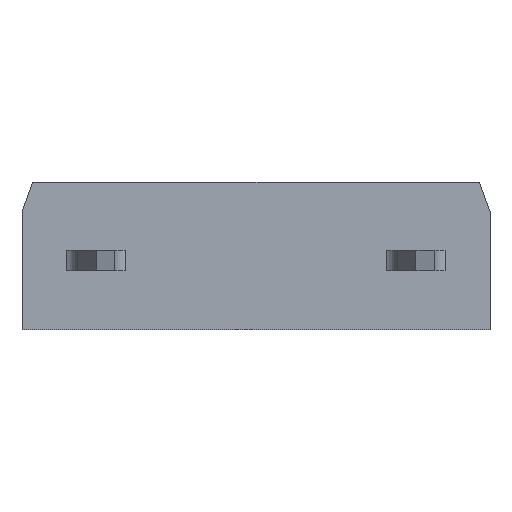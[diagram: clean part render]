
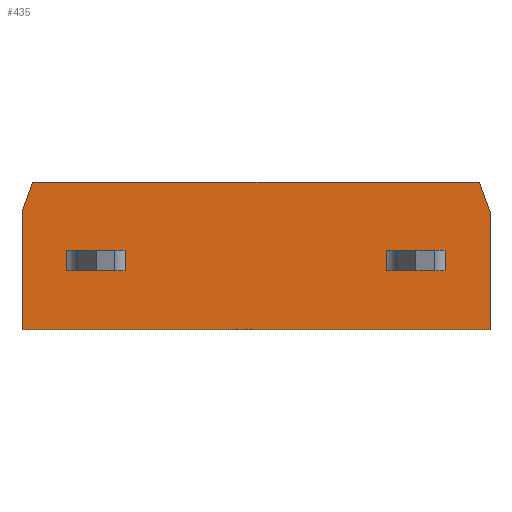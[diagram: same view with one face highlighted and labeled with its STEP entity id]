
A CAD part, front view. The second image highlights one B-rep face of the part: STEP entity #435.
In plain terms, the highlighted planar face has unit normal (0, -1, 0).
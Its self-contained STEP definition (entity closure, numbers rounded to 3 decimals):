
#13 = ORIENTED_EDGE ( 'NONE', *, *, #1227, .F. ) ;
#14 = VECTOR ( 'NONE', #909, 1000. ) ;
#16 = ORIENTED_EDGE ( 'NONE', *, *, #929, .F. ) ;
#25 = ORIENTED_EDGE ( 'NONE', *, *, #330, .T. ) ;
#49 = CARTESIAN_POINT ( 'NONE',  ( -7.975, 0., 5.03 ) ) ;
#51 = LINE ( 'NONE', #890, #1347 ) ;
#69 = DIRECTION ( 'NONE',  ( -0.342, 0., 0.94 ) ) ;
#70 = LINE ( 'NONE', #181, #551 ) ;
#78 = ORIENTED_EDGE ( 'NONE', *, *, #460, .T. ) ;
#90 = CARTESIAN_POINT ( 'NONE',  ( -7.975, 0., 5.03 ) ) ;
#125 = DIRECTION ( 'NONE',  ( -0.342, 0., -0.94 ) ) ;
#137 = VECTOR ( 'NONE', #968, 1000. ) ;
#138 = DIRECTION ( 'NONE',  ( 0., 1., 0. ) ) ;
#157 = ORIENTED_EDGE ( 'NONE', *, *, #247, .T. ) ;
#181 = CARTESIAN_POINT ( 'NONE',  ( 6.455, 0., 2.71 ) ) ;
#225 = CARTESIAN_POINT ( 'NONE',  ( -7.611, 0., 5.03 ) ) ;
#241 = ORIENTED_EDGE ( 'NONE', *, *, #1381, .F. ) ;
#246 = VERTEX_POINT ( 'NONE', #1051 ) ;
#247 = EDGE_CURVE ( 'NONE', #741, #1195, #70, .T. ) ;
#251 = VERTEX_POINT ( 'NONE', #659 ) ;
#257 = LINE ( 'NONE', #1243, #433 ) ;
#269 = LINE ( 'NONE', #1305, #795 ) ;
#310 = DIRECTION ( 'NONE',  ( 0., 0., -1. ) ) ;
#313 = DIRECTION ( 'NONE',  ( 0., 0., -1. ) ) ;
#315 = DIRECTION ( 'NONE',  ( 1., 0., 0. ) ) ;
#321 = EDGE_CURVE ( 'NONE', #359, #246, #269, .T. ) ;
#328 = LINE ( 'NONE', #1013, #427 ) ;
#330 = EDGE_CURVE ( 'NONE', #960, #945, #502, .T. ) ;
#359 = VERTEX_POINT ( 'NONE', #1538 ) ;
#375 = DIRECTION ( 'NONE',  ( 0., 0., -1. ) ) ;
#389 = ORIENTED_EDGE ( 'NONE', *, *, #644, .F. ) ;
#412 = EDGE_LOOP ( 'NONE', ( #13, #728, #1303, #389 ) ) ;
#427 = VECTOR ( 'NONE', #774, 1000. ) ;
#433 = VECTOR ( 'NONE', #1492, 1000. ) ;
#435 = ADVANCED_FACE ( 'NONE', ( #1384, #646, #1421 ), #1382, .F. ) ;
#437 = EDGE_CURVE ( 'NONE', #1553, #359, #328, .T. ) ;
#442 = LINE ( 'NONE', #833, #1032 ) ;
#460 = EDGE_CURVE ( 'NONE', #782, #960, #51, .T. ) ;
#475 = LINE ( 'NONE', #1585, #137 ) ;
#502 = LINE ( 'NONE', #49, #1507 ) ;
#509 = CARTESIAN_POINT ( 'NONE',  ( -7.975, 0., 5.03 ) ) ;
#512 = AXIS2_PLACEMENT_3D ( 'NONE', #509, #138, #642 ) ;
#551 = VECTOR ( 'NONE', #1182, 1000. ) ;
#560 = CARTESIAN_POINT ( 'NONE',  ( -6.455, 0., 2.01 ) ) ;
#585 = CARTESIAN_POINT ( 'NONE',  ( 7.611, 0., 5.03 ) ) ;
#600 = ORIENTED_EDGE ( 'NONE', *, *, #1024, .F. ) ;
#625 = EDGE_CURVE ( 'NONE', #816, #1625, #442, .T. ) ;
#642 = DIRECTION ( 'NONE',  ( 0., 0., 1. ) ) ;
#644 = EDGE_CURVE ( 'NONE', #251, #246, #1354, .T. ) ;
#646 = FACE_BOUND ( 'NONE', #412, .T. ) ;
#659 = CARTESIAN_POINT ( 'NONE',  ( -6.455, 0., 2.01 ) ) ;
#674 = CARTESIAN_POINT ( 'NONE',  ( 6.455, 0., 2.01 ) ) ;
#686 = VECTOR ( 'NONE', #967, 1000. ) ;
#707 = LINE ( 'NONE', #1483, #1041 ) ;
#708 = LINE ( 'NONE', #90, #686 ) ;
#715 = CARTESIAN_POINT ( 'NONE',  ( -7.975, 0., 4.03 ) ) ;
#717 = CARTESIAN_POINT ( 'NONE',  ( 6.455, 0., 2.71 ) ) ;
#719 = EDGE_CURVE ( 'NONE', #1195, #1477, #1435, .T. ) ;
#728 = ORIENTED_EDGE ( 'NONE', *, *, #437, .T. ) ;
#729 = LINE ( 'NONE', #869, #897 ) ;
#741 = VERTEX_POINT ( 'NONE', #1438 ) ;
#759 = EDGE_CURVE ( 'NONE', #782, #1625, #708, .T. ) ;
#762 = LINE ( 'NONE', #899, #14 ) ;
#774 = DIRECTION ( 'NONE',  ( 1., 0., 0. ) ) ;
#782 = VERTEX_POINT ( 'NONE', #225 ) ;
#795 = VECTOR ( 'NONE', #313, 1000. ) ;
#816 = VERTEX_POINT ( 'NONE', #1228 ) ;
#833 = CARTESIAN_POINT ( 'NONE',  ( 7.611, 0., 5.03 ) ) ;
#859 = EDGE_CURVE ( 'NONE', #945, #1151, #707, .T. ) ;
#864 = EDGE_LOOP ( 'NONE', ( #600, #157, #1314, #16 ) ) ;
#869 = CARTESIAN_POINT ( 'NONE',  ( -6.455, 0., 2.71 ) ) ;
#890 = CARTESIAN_POINT ( 'NONE',  ( -7.611, 0., 5.03 ) ) ;
#897 = VECTOR ( 'NONE', #375, 1000. ) ;
#899 = CARTESIAN_POINT ( 'NONE',  ( 7.975, 0., 5.03 ) ) ;
#909 = DIRECTION ( 'NONE',  ( 0., 0., -1. ) ) ;
#929 = EDGE_CURVE ( 'NONE', #1269, #1477, #475, .T. ) ;
#931 = CARTESIAN_POINT ( 'NONE',  ( 6.455, 0., 2.71 ) ) ;
#940 = ORIENTED_EDGE ( 'NONE', *, *, #859, .T. ) ;
#945 = VERTEX_POINT ( 'NONE', #961 ) ;
#960 = VERTEX_POINT ( 'NONE', #715 ) ;
#961 = CARTESIAN_POINT ( 'NONE',  ( -7.975, 0., 0. ) ) ;
#967 = DIRECTION ( 'NONE',  ( 1., 0., 0. ) ) ;
#968 = DIRECTION ( 'NONE',  ( 1., 0., 0. ) ) ;
#1000 = CARTESIAN_POINT ( 'NONE',  ( 4.445, 0., 2.01 ) ) ;
#1013 = CARTESIAN_POINT ( 'NONE',  ( -6.455, 0., 2.71 ) ) ;
#1024 = EDGE_CURVE ( 'NONE', #741, #1269, #257, .T. ) ;
#1032 = VECTOR ( 'NONE', #69, 1000. ) ;
#1041 = VECTOR ( 'NONE', #1214, 1000. ) ;
#1051 = CARTESIAN_POINT ( 'NONE',  ( -4.445, 0., 2.01 ) ) ;
#1151 = VERTEX_POINT ( 'NONE', #1481 ) ;
#1164 = CARTESIAN_POINT ( 'NONE',  ( -6.455, 0., 2.71 ) ) ;
#1178 = VECTOR ( 'NONE', #315, 1000. ) ;
#1182 = DIRECTION ( 'NONE',  ( 1., 0., 0. ) ) ;
#1195 = VERTEX_POINT ( 'NONE', #717 ) ;
#1214 = DIRECTION ( 'NONE',  ( 1., 0., 0. ) ) ;
#1227 = EDGE_CURVE ( 'NONE', #1553, #251, #729, .T. ) ;
#1228 = CARTESIAN_POINT ( 'NONE',  ( 7.975, 0., 4.03 ) ) ;
#1243 = CARTESIAN_POINT ( 'NONE',  ( 4.445, 0., 2.71 ) ) ;
#1269 = VERTEX_POINT ( 'NONE', #1000 ) ;
#1287 = ORIENTED_EDGE ( 'NONE', *, *, #625, .T. ) ;
#1303 = ORIENTED_EDGE ( 'NONE', *, *, #321, .T. ) ;
#1305 = CARTESIAN_POINT ( 'NONE',  ( -4.445, 0., 2.71 ) ) ;
#1314 = ORIENTED_EDGE ( 'NONE', *, *, #719, .T. ) ;
#1347 = VECTOR ( 'NONE', #125, 1000. ) ;
#1354 = LINE ( 'NONE', #560, #1178 ) ;
#1381 = EDGE_CURVE ( 'NONE', #816, #1151, #762, .T. ) ;
#1382 = PLANE ( 'NONE',  #512 ) ;
#1384 = FACE_OUTER_BOUND ( 'NONE', #1607, .T. ) ;
#1421 = FACE_BOUND ( 'NONE', #864, .T. ) ;
#1430 = DIRECTION ( 'NONE',  ( 0., 0., -1. ) ) ;
#1435 = LINE ( 'NONE', #931, #1558 ) ;
#1438 = CARTESIAN_POINT ( 'NONE',  ( 4.445, 0., 2.71 ) ) ;
#1477 = VERTEX_POINT ( 'NONE', #674 ) ;
#1481 = CARTESIAN_POINT ( 'NONE',  ( 7.975, 0., 0. ) ) ;
#1483 = CARTESIAN_POINT ( 'NONE',  ( -7.975, 0., 0. ) ) ;
#1492 = DIRECTION ( 'NONE',  ( 0., 0., -1. ) ) ;
#1507 = VECTOR ( 'NONE', #1430, 1000. ) ;
#1533 = ORIENTED_EDGE ( 'NONE', *, *, #759, .F. ) ;
#1538 = CARTESIAN_POINT ( 'NONE',  ( -4.445, 0., 2.71 ) ) ;
#1553 = VERTEX_POINT ( 'NONE', #1164 ) ;
#1558 = VECTOR ( 'NONE', #310, 1000. ) ;
#1585 = CARTESIAN_POINT ( 'NONE',  ( 6.455, 0., 2.01 ) ) ;
#1607 = EDGE_LOOP ( 'NONE', ( #940, #241, #1287, #1533, #78, #25 ) ) ;
#1625 = VERTEX_POINT ( 'NONE', #585 ) ;
